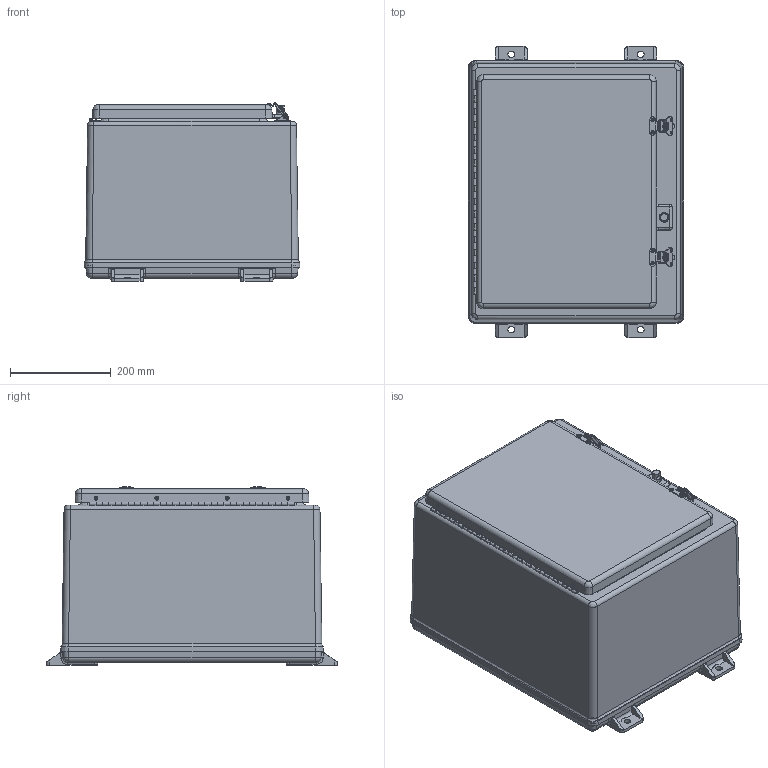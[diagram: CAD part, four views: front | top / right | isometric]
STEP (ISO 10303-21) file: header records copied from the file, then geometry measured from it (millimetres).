
FILE_DESCRIPTION (( 'STEP AP214' ), '1' );
FILE_NAME ('T201612HWT.STEP', '2018-11-08T00:27:57', ( '' ), ( '' ), 'SwSTEP 2.0', 'SolidWorks 2018', '' );
FILE_SCHEMA (( 'AUTOMOTIVE_DESIGN' ));
Length unit declared in the file: inch
Products named in the file (1): T201612HWT
Bounding box: 428.62 x 577.85 x 354.46 mm (x, y, z)
Volume: 5120709.3 mm3; surface area: 2369710.7 mm2
Topology: 38 solids, 38 shells, 1100 faces, 2661 edges, 1642 vertices
Faces by surface type: cylinder 430, plane 419, bspline 181, cone 38, torus 32
Full cylindrical faces by diameter (mm): 1.588 x8, 1.651 x8, 3.175 x33, 3.302 x36, 3.429 x4, 3.5 x4, 3.556 x8, 3.683 x2, 3.969 x4, 4.762 x4, 5.08 x4, 5.105 x1, 5.11 x1, 6.35 x1, 7.137 x4, 7.544 x8, 8.64 x2, 10.312 x1, 12.954 x2, 12.959 x2, 14.3 x4
Entity records: 55126 total; most frequent: CARTESIAN_POINT 16237, ORIENTED_EDGE 4842, DIRECTION 4707, EDGE_CURVE 2421, AXIS2_PLACEMENT_3D 1754, VERTEX_POINT 1616, EDGE_LOOP 1527, FACE_OUTER_BOUND 1278
